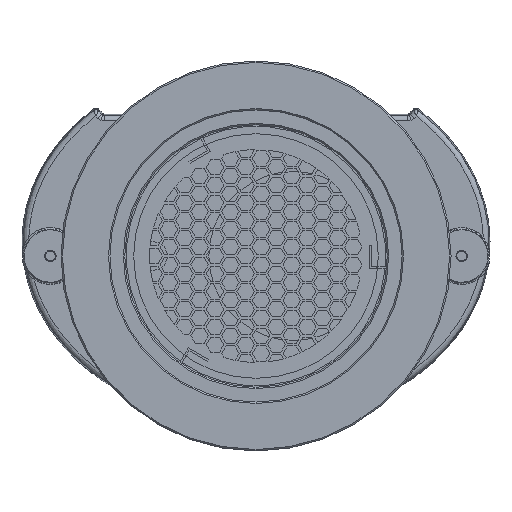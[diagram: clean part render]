
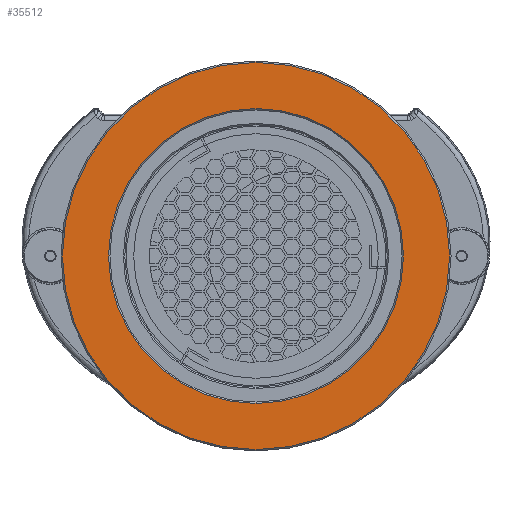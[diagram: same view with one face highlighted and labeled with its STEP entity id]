
A CAD part, front view. The second image highlights one B-rep face of the part: STEP entity #35512.
In plain terms, the highlighted planar face has unit normal (0, -1, 0).
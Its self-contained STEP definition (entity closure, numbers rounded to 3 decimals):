
#2371 = DIRECTION ( 'NONE',  ( 0., 0., 1. ) ) ;
#2439 = DIRECTION ( 'NONE',  ( 0., 1., 0. ) ) ;
#2613 = CARTESIAN_POINT ( 'NONE',  ( 0., -130.8, -2. ) ) ;
#15141 = EDGE_CURVE ( 'NONE', #16289, #19509, #51627, .T. ) ;
#15665 = EDGE_CURVE ( 'NONE', #21782, #21831, #47349, .T. ) ;
#16035 = CIRCLE ( 'NONE', #33970, 27.3 ) ;
#16289 = VERTEX_POINT ( 'NONE', #34723 ) ;
#16432 = DIRECTION ( 'NONE',  ( 0., 0., 1. ) ) ;
#17877 = DIRECTION ( 'NONE',  ( 0., 0., 1. ) ) ;
#17923 = DIRECTION ( 'NONE',  ( 0., -1., 0. ) ) ;
#17935 = CARTESIAN_POINT ( 'NONE',  ( 0., -130.8, -2. ) ) ;
#18138 = CIRCLE ( 'NONE', #34265, 20.8 ) ;
#18217 = CARTESIAN_POINT ( 'NONE',  ( 0., -130.8, 25.3 ) ) ;
#18561 = FACE_BOUND ( 'NONE', #45634, .T. ) ;
#19285 = EDGE_CURVE ( 'NONE', #21831, #21782, #18138, .T. ) ;
#19509 = VERTEX_POINT ( 'NONE', #18217 ) ;
#19510 = EDGE_CURVE ( 'NONE', #19509, #16289, #16035, .T. ) ;
#21782 = VERTEX_POINT ( 'NONE', #23923 ) ;
#21831 = VERTEX_POINT ( 'NONE', #23014 ) ;
#22075 = DIRECTION ( 'NONE',  ( 0., -1., 0. ) ) ;
#23014 = CARTESIAN_POINT ( 'NONE',  ( 0., -130.8, 18.8 ) ) ;
#23392 = DIRECTION ( 'NONE',  ( 0., 0., 1. ) ) ;
#23434 = DIRECTION ( 'NONE',  ( 0., 1., 0. ) ) ;
#23441 = CARTESIAN_POINT ( 'NONE',  ( 0., -130.8, -2. ) ) ;
#23923 = CARTESIAN_POINT ( 'NONE',  ( 0., -130.8, -22.8 ) ) ;
#24304 = PLANE ( 'NONE',  #50106 ) ;
#25878 = ORIENTED_EDGE ( 'NONE', *, *, #15141, .T. ) ;
#27074 = AXIS2_PLACEMENT_3D ( 'NONE', #47167, #22075, #46694 ) ;
#28173 = CARTESIAN_POINT ( 'NONE',  ( -27.5, -130.8, -2. ) ) ;
#33970 = AXIS2_PLACEMENT_3D ( 'NONE', #17935, #17923, #17877 ) ;
#34265 = AXIS2_PLACEMENT_3D ( 'NONE', #23441, #23434, #23392 ) ;
#34723 = CARTESIAN_POINT ( 'NONE',  ( 0., -130.8, -29.3 ) ) ;
#35512 = ADVANCED_FACE ( 'NONE', ( #18561, #35804 ), #24304, .F. ) ;
#35804 = FACE_OUTER_BOUND ( 'NONE', #45944, .T. ) ;
#36325 = AXIS2_PLACEMENT_3D ( 'NONE', #2613, #2439, #2371 ) ;
#38960 = ORIENTED_EDGE ( 'NONE', *, *, #19510, .T. ) ;
#39454 = ORIENTED_EDGE ( 'NONE', *, *, #19285, .T. ) ;
#40071 = DIRECTION ( 'NONE',  ( 0., 1., 0. ) ) ;
#45634 = EDGE_LOOP ( 'NONE', ( #51792, #39454 ) ) ;
#45944 = EDGE_LOOP ( 'NONE', ( #38960, #25878 ) ) ;
#46694 = DIRECTION ( 'NONE',  ( 0., 0., 1. ) ) ;
#47167 = CARTESIAN_POINT ( 'NONE',  ( 0., -130.8, -2. ) ) ;
#47349 = CIRCLE ( 'NONE', #36325, 20.8 ) ;
#50106 = AXIS2_PLACEMENT_3D ( 'NONE', #28173, #40071, #16432 ) ;
#51627 = CIRCLE ( 'NONE', #27074, 27.3 ) ;
#51792 = ORIENTED_EDGE ( 'NONE', *, *, #15665, .T. ) ;
